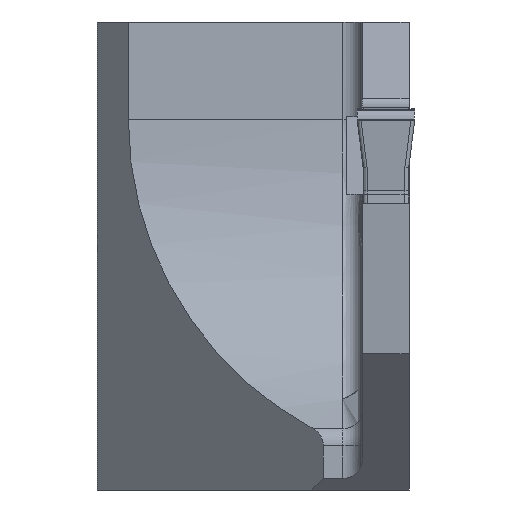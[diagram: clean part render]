
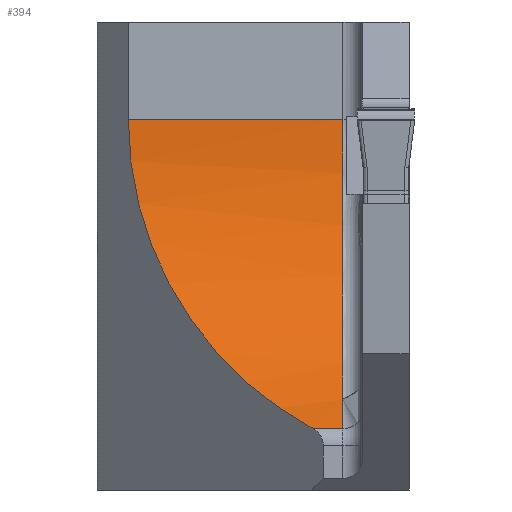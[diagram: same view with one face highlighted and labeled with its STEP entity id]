
A CAD part, left-side view. The second image highlights one B-rep face of the part: STEP entity #394.
In plain terms, the highlighted cylindrical face has radius 18 mm (diameter 36 mm), a partial arc.
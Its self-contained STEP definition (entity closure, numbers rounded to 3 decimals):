
#311=CYLINDRICAL_SURFACE('',#1871,18.);
#332=ELLIPSE('',#1869,25.456,18.);
#394=ADVANCED_FACE('',(#537),#311,.F.);
#537=FACE_OUTER_BOUND('',#623,.T.);
#623=EDGE_LOOP('',(#867,#868,#869,#870));
#687=CIRCLE('',#1870,18.);
#867=ORIENTED_EDGE('',*,*,#1373,.T.);
#868=ORIENTED_EDGE('',*,*,#1317,.F.);
#869=ORIENTED_EDGE('',*,*,#1374,.T.);
#870=ORIENTED_EDGE('',*,*,#1371,.T.);
#1177=VERTEX_POINT('',#2489);
#1178=VERTEX_POINT('',#2490);
#1201=VERTEX_POINT('',#2595);
#1202=VERTEX_POINT('',#2597);
#1317=EDGE_CURVE('',#1177,#1178,#1529,.T.);
#1371=EDGE_CURVE('',#1202,#1201,#1575,.T.);
#1373=EDGE_CURVE('',#1201,#1178,#332,.T.);
#1374=EDGE_CURVE('',#1177,#1202,#687,.T.);
#1529=LINE('',#2488,#1692);
#1575=LINE('',#2596,#1738);
#1692=VECTOR('',#2021,1.);
#1738=VECTOR('',#2141,1.);
#1869=AXIS2_PLACEMENT_3D('',#2600,#2145,#2146);
#1870=AXIS2_PLACEMENT_3D('',#2601,#2147,#2148);
#1871=AXIS2_PLACEMENT_3D('',#2602,#2149,#2150);
#2021=DIRECTION('',(0.,1.,0.));
#2141=DIRECTION('',(0.,1.,0.));
#2145=DIRECTION('',(-0.707,0.707,0.));
#2146=DIRECTION('',(-0.707,-0.707,0.));
#2147=DIRECTION('',(0.,-1.,0.));
#2148=DIRECTION('',(0.,0.,1.));
#2149=DIRECTION('',(0.,-1.,0.));
#2150=DIRECTION('',(0.,0.,-1.));
#2488=CARTESIAN_POINT('',(8.526,11.36,-15.853));
#2489=CARTESIAN_POINT('',(8.526,-12.6,-15.853));
#2490=CARTESIAN_POINT('',(8.526,-11.074,-15.853));
#2595=CARTESIAN_POINT('',(18.,-1.6,0.));
#2596=CARTESIAN_POINT('',(18.,11.36,0.));
#2597=CARTESIAN_POINT('',(18.,-12.6,0.));
#2600=CARTESIAN_POINT('',(0.,-19.6,0.));
#2601=CARTESIAN_POINT('',(0.,-12.6,0.));
#2602=CARTESIAN_POINT('',(0.,11.36,0.));
